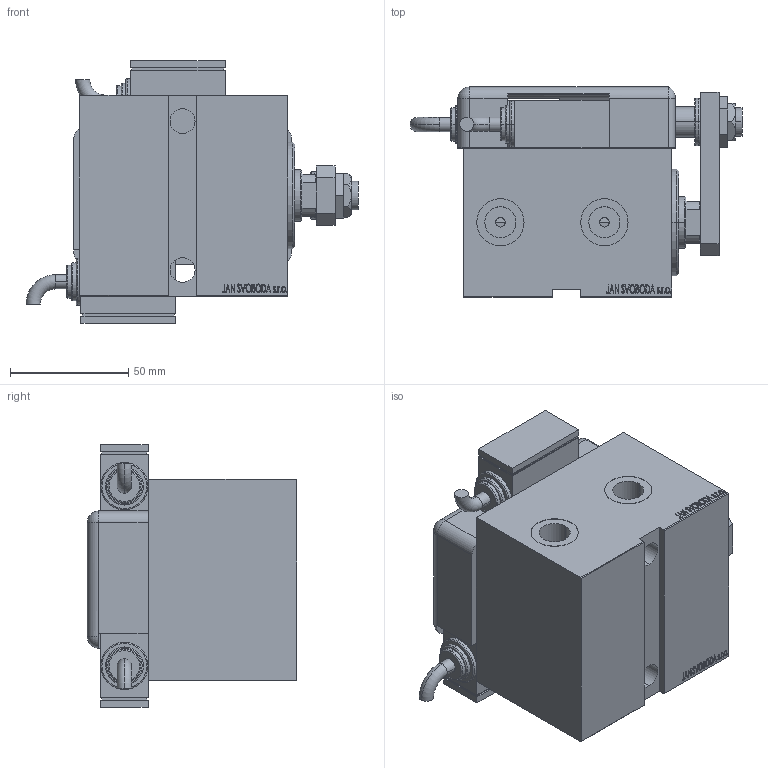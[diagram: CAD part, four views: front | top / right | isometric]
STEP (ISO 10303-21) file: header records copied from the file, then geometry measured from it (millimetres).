
FILE_DESCRIPTION (( 'STEP AP203' ), '1' );
FILE_NAME ('b594.STEP', '2024-02-12T03:09:06', ( '' ), ( '' ), 'SwSTEP 2.0', 'SolidWorks 2019', '' );
FILE_SCHEMA (( 'CONFIG_CONTROL_DESIGN' ));
Length unit declared in the file: millimetre
Products named in the file (13): b594; ZARAZKA_Q 57d060912293e7cdf1353007bf382a81; NUT_D19 57d060912293e7cdf1353007bf382a81; NUT_D13 57d060912293e7cdf1353007bf382a81; V450CM_E_VCP 57d060912293e7cdf1353007bf382a81; SWITCH DIM A_G 57d060912293e7cdf1353007bf382a81; V450CM_E_Body 57d060912293e7cdf1353007bf382a81; V450CM_VC_B 57d060912293e7cdf1353007bf382a81; SWITCH_Q_FRONT_BACK 57d060912293e7cdf1353007bf382a81; MAGNETIC SWITCH Q 57d060912293e7cdf1353007bf382a81; KRYT 57d060912293e7cdf1353007bf382a81; SWITCH Q 57d060912293e7cdf1353007bf382a81; TYC 57d060912293e7cdf1353007bf382a81
Assembly tree (13 placements, depth 3):
  b594
    V450CM_E_Body 57d060912293e7cdf1353007bf382a81
    V450CM_E_VCP 57d060912293e7cdf1353007bf382a81
    V450CM_VC_B 57d060912293e7cdf1353007bf382a81
    MAGNETIC SWITCH Q 57d060912293e7cdf1353007bf382a81
      SWITCH_Q_FRONT_BACK 57d060912293e7cdf1353007bf382a81
      TYC 57d060912293e7cdf1353007bf382a81
      ZARAZKA_Q 57d060912293e7cdf1353007bf382a81
      SWITCH DIM A_G 57d060912293e7cdf1353007bf382a81
      NUT_D19 57d060912293e7cdf1353007bf382a81
      NUT_D13 57d060912293e7cdf1353007bf382a81
      KRYT 57d060912293e7cdf1353007bf382a81
      SWITCH Q 57d060912293e7cdf1353007bf382a81  x2
Bounding box: 140.46 x 88.8 x 111 mm (x, y, z)
Volume: 571740.9 mm3; surface area: 122297.2 mm2
Topology: 13 solids, 13 shells, 1230 faces, 3132 edges, 2067 vertices
Faces by surface type: plane 614, bspline 471, cylinder 99, cone 22, torus 22, sphere 2
Entity records: 58701 total; most frequent: CARTESIAN_POINT 31483, ORIENTED_EDGE 6068, DIRECTION 3776, EDGE_CURVE 3034, VERTEX_POINT 2007, LINE 1828, VECTOR 1828, EDGE_LOOP 1353
